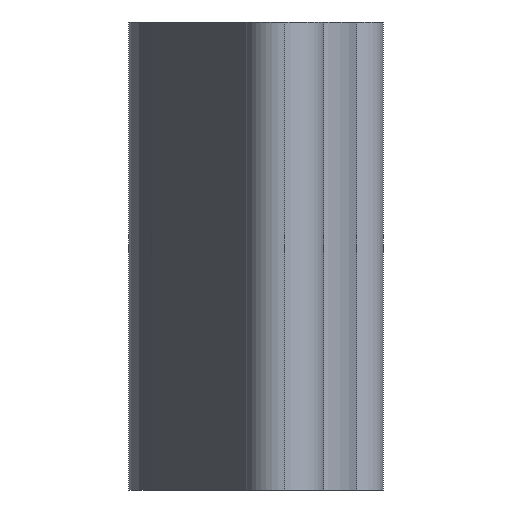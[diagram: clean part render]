
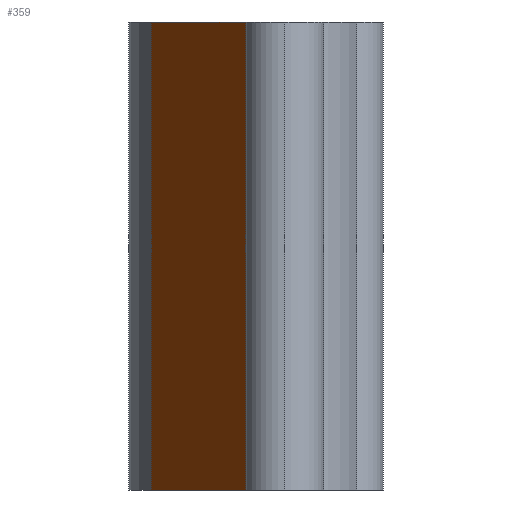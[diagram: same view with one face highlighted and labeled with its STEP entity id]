
A CAD part, left-side view. The second image highlights one B-rep face of the part: STEP entity #359.
In plain terms, the highlighted planar face has unit normal (-0.455, 0.89, 0).
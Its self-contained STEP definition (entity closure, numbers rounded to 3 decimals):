
#7 = EDGE_CURVE ( 'NONE', #782, #102, #956, .T. ) ;
#29 = VECTOR ( 'NONE', #245, 1000. ) ;
#102 = VERTEX_POINT ( 'NONE', #584 ) ;
#220 = CARTESIAN_POINT ( 'NONE',  ( -54.17, -0.876, 18. ) ) ;
#245 = DIRECTION ( 'NONE',  ( 0., 0., -1. ) ) ;
#246 = AXIS2_PLACEMENT_3D ( 'NONE', #683, #653, #651 ) ;
#359 = ADVANCED_FACE ( 'NONE', ( #739 ), #727, .F. ) ;
#368 = EDGE_CURVE ( 'NONE', #102, #682, #668, .T. ) ;
#425 = EDGE_CURVE ( 'NONE', #782, #964, #593, .T. ) ;
#452 = LINE ( 'NONE', #734, #461 ) ;
#461 = VECTOR ( 'NONE', #772, 1000. ) ;
#486 = EDGE_LOOP ( 'NONE', ( #803, #809, #901, #812 ) ) ;
#520 = DIRECTION ( 'NONE',  ( 0., 0., -1. ) ) ;
#522 = CARTESIAN_POINT ( 'NONE',  ( -61.459, -4.601, 18. ) ) ;
#584 = CARTESIAN_POINT ( 'NONE',  ( -61.459, -4.601, 18. ) ) ;
#593 = LINE ( 'NONE', #220, #29 ) ;
#620 = CARTESIAN_POINT ( 'NONE',  ( -54.17, -0.876, 0. ) ) ;
#651 = DIRECTION ( 'NONE',  ( 0.89, 0.455, 0. ) ) ;
#653 = DIRECTION ( 'NONE',  ( 0.455, -0.89, 0. ) ) ;
#668 = LINE ( 'NONE', #522, #690 ) ;
#682 = VERTEX_POINT ( 'NONE', #947 ) ;
#683 = CARTESIAN_POINT ( 'NONE',  ( -54.17, -0.876, 18. ) ) ;
#690 = VECTOR ( 'NONE', #520, 1000. ) ;
#727 = PLANE ( 'NONE',  #246 ) ;
#734 = CARTESIAN_POINT ( 'NONE',  ( -54.17, -0.876, 0. ) ) ;
#739 = FACE_OUTER_BOUND ( 'NONE', #486, .T. ) ;
#751 = DIRECTION ( 'NONE',  ( -0.89, -0.455, 0. ) ) ;
#772 = DIRECTION ( 'NONE',  ( -0.89, -0.455, 0. ) ) ;
#782 = VERTEX_POINT ( 'NONE', #874 ) ;
#803 = ORIENTED_EDGE ( 'NONE', *, *, #914, .T. ) ;
#809 = ORIENTED_EDGE ( 'NONE', *, *, #368, .F. ) ;
#812 = ORIENTED_EDGE ( 'NONE', *, *, #425, .T. ) ;
#874 = CARTESIAN_POINT ( 'NONE',  ( -54.17, -0.876, 18. ) ) ;
#876 = CARTESIAN_POINT ( 'NONE',  ( -54.17, -0.876, 18. ) ) ;
#901 = ORIENTED_EDGE ( 'NONE', *, *, #7, .F. ) ;
#914 = EDGE_CURVE ( 'NONE', #964, #682, #452, .T. ) ;
#947 = CARTESIAN_POINT ( 'NONE',  ( -61.459, -4.601, 0. ) ) ;
#951 = VECTOR ( 'NONE', #751, 1000. ) ;
#956 = LINE ( 'NONE', #876, #951 ) ;
#964 = VERTEX_POINT ( 'NONE', #620 ) ;
